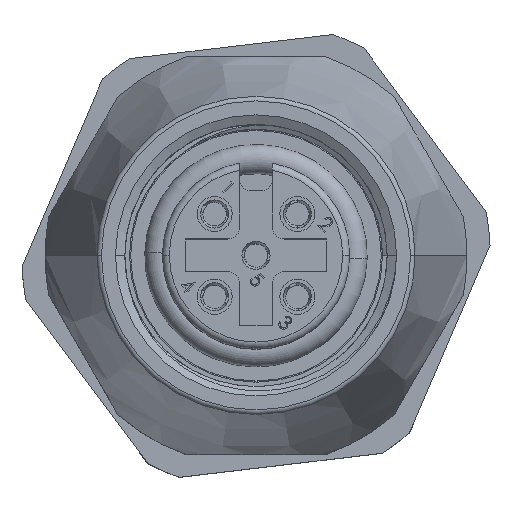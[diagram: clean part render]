
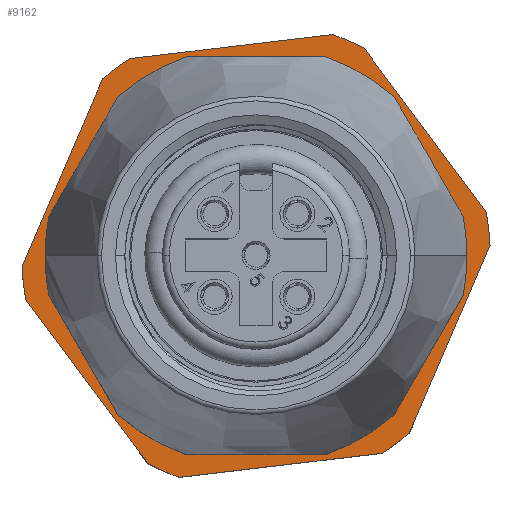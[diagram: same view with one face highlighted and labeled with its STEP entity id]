
A CAD part, top view. The second image highlights one B-rep face of the part: STEP entity #9162.
In plain terms, the highlighted planar face has unit normal (0, 0, 1).
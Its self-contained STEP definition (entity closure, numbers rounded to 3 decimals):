
#488 = CARTESIAN_POINT ( 'NONE',  ( 5.615, 8.275, 2.8 ) ) ;
#496 = CARTESIAN_POINT ( 'NONE',  ( 9.974, -0.725, 2.8 ) ) ;
#497 = CARTESIAN_POINT ( 'NONE',  ( 4.359, 9., 2.8 ) ) ;
#498 = CARTESIAN_POINT ( 'NONE',  ( 4.359, -9., 2.8 ) ) ;
#499 = CARTESIAN_POINT ( 'NONE',  ( 5.615, -8.275, 2.8 ) ) ;
#537 = CARTESIAN_POINT ( 'NONE',  ( 9.974, 0.725, 2.8 ) ) ;
#943 = VERTEX_POINT ( 'NONE', #6332 ) ;
#945 = VERTEX_POINT ( 'NONE', #6328 ) ;
#947 = VERTEX_POINT ( 'NONE', #6324 ) ;
#1021 = ORIENTED_EDGE ( 'NONE', *, *, #10919, .T. ) ;
#1030 = ORIENTED_EDGE ( 'NONE', *, *, #10894, .T. ) ;
#1031 = ORIENTED_EDGE ( 'NONE', *, *, #10913, .T. ) ;
#1032 = ORIENTED_EDGE ( 'NONE', *, *, #10884, .T. ) ;
#1033 = ORIENTED_EDGE ( 'NONE', *, *, #10888, .T. ) ;
#1034 = ORIENTED_EDGE ( 'NONE', *, *, #10882, .F. ) ;
#1035 = ORIENTED_EDGE ( 'NONE', *, *, #10912, .F. ) ;
#1038 = ORIENTED_EDGE ( 'NONE', *, *, #10896, .T. ) ;
#1039 = ORIENTED_EDGE ( 'NONE', *, *, #10918, .T. ) ;
#1040 = ORIENTED_EDGE ( 'NONE', *, *, #10907, .T. ) ;
#1041 = ORIENTED_EDGE ( 'NONE', *, *, #10916, .T. ) ;
#1042 = ORIENTED_EDGE ( 'NONE', *, *, #10900, .T. ) ;
#1043 = ORIENTED_EDGE ( 'NONE', *, *, #10915, .T. ) ;
#1044 = ORIENTED_EDGE ( 'NONE', *, *, #10909, .T. ) ;
#1045 = ORIENTED_EDGE ( 'NONE', *, *, #10914, .T. ) ;
#3261 = LINE ( 'NONE', #4317, #9402 ) ;
#3529 = VERTEX_POINT ( 'NONE', #6142 ) ;
#3544 = VERTEX_POINT ( 'NONE', #6114 ) ;
#3545 = VERTEX_POINT ( 'NONE', #6113 ) ;
#3549 = VERTEX_POINT ( 'NONE', #6109 ) ;
#3554 = VERTEX_POINT ( 'NONE', #6102 ) ;
#3567 = VERTEX_POINT ( 'NONE', #6087 ) ;
#4233 = CARTESIAN_POINT ( 'NONE',  ( 0., 0., 2.8 ) ) ;
#4234 = DIRECTION ( 'NONE',  ( 0., 0., 1. ) ) ;
#4235 = DIRECTION ( 'NONE',  ( 1., 0., 0. ) ) ;
#4239 = CARTESIAN_POINT ( 'NONE',  ( 0., 0., 2.8 ) ) ;
#4240 = DIRECTION ( 'NONE',  ( 0., 0., 1. ) ) ;
#4241 = DIRECTION ( 'NONE',  ( 1., 0., 0. ) ) ;
#4248 = CARTESIAN_POINT ( 'NONE',  ( 0., 0., 2.8 ) ) ;
#4249 = DIRECTION ( 'NONE',  ( 0., 0., 1. ) ) ;
#4250 = DIRECTION ( 'NONE',  ( 1., 0., 0. ) ) ;
#4265 = CARTESIAN_POINT ( 'NONE',  ( 0., 0., 2.8 ) ) ;
#4266 = DIRECTION ( 'NONE',  ( 0., 0., 1. ) ) ;
#4267 = DIRECTION ( 'NONE',  ( 1., 0., 0. ) ) ;
#4268 = CARTESIAN_POINT ( 'NONE',  ( 0., 0., 2.8 ) ) ;
#4269 = DIRECTION ( 'NONE',  ( 0., 0., 1. ) ) ;
#4270 = DIRECTION ( 'NONE',  ( 1., 0., 0. ) ) ;
#4278 = CARTESIAN_POINT ( 'NONE',  ( 0., 0., 2.8 ) ) ;
#4279 = DIRECTION ( 'NONE',  ( 0., 0., 1. ) ) ;
#4280 = DIRECTION ( 'NONE',  ( 1., 0., 0. ) ) ;
#4295 = CARTESIAN_POINT ( 'NONE',  ( 0., 0., 2.8 ) ) ;
#4296 = DIRECTION ( 'NONE',  ( 0., 0., 1. ) ) ;
#4297 = DIRECTION ( 'NONE',  ( 1., 0., 0. ) ) ;
#4298 = CARTESIAN_POINT ( 'NONE',  ( 0., 0., 2.8 ) ) ;
#4299 = DIRECTION ( 'NONE',  ( 0., 0., 1. ) ) ;
#4300 = DIRECTION ( 'NONE',  ( 1., 0., 0. ) ) ;
#4301 = DIRECTION ( 'NONE',  ( 0.5, -0.866, 0. ) ) ;
#4302 = CARTESIAN_POINT ( 'NONE',  ( -16.835, 11.16, 2.8 ) ) ;
#4308 = CARTESIAN_POINT ( 'NONE',  ( 0., 0., 2.8 ) ) ;
#4309 = DIRECTION ( 'NONE',  ( 0., 0., 1. ) ) ;
#4310 = DIRECTION ( 'NONE',  ( 1., 0., 0. ) ) ;
#4311 = CARTESIAN_POINT ( 'NONE',  ( -18.082, -9., 2.8 ) ) ;
#4312 = DIRECTION ( 'NONE',  ( 1., 0., 0. ) ) ;
#4313 = CARTESIAN_POINT ( 'NONE',  ( 16.835, 11.16, 2.8 ) ) ;
#4314 = DIRECTION ( 'NONE',  ( 0.5, 0.866, 0. ) ) ;
#4315 = CARTESIAN_POINT ( 'NONE',  ( -1.247, 20.16, 2.8 ) ) ;
#4316 = DIRECTION ( 'NONE',  ( -0.5, 0.866, 0. ) ) ;
#4317 = CARTESIAN_POINT ( 'NONE',  ( -18.082, 9., 2.8 ) ) ;
#4318 = DIRECTION ( 'NONE',  ( -1., 0., 0. ) ) ;
#4319 = CARTESIAN_POINT ( 'NONE',  ( 1.247, 20.16, 2.8 ) ) ;
#4320 = DIRECTION ( 'NONE',  ( -0.5, -0.866, 0. ) ) ;
#6087 = CARTESIAN_POINT ( 'NONE',  ( -9.974, 0.725, 2.8 ) ) ;
#6102 = CARTESIAN_POINT ( 'NONE',  ( 7.6, 0., 2.8 ) ) ;
#6109 = CARTESIAN_POINT ( 'NONE',  ( -7.6, 0., 2.8 ) ) ;
#6113 = CARTESIAN_POINT ( 'NONE',  ( -10., 0., 2.8 ) ) ;
#6114 = CARTESIAN_POINT ( 'NONE',  ( -4.359, 9., 2.8 ) ) ;
#6142 = CARTESIAN_POINT ( 'NONE',  ( -9.974, -0.725, 2.8 ) ) ;
#6324 = CARTESIAN_POINT ( 'NONE',  ( -4.359, -9., 2.8 ) ) ;
#6328 = CARTESIAN_POINT ( 'NONE',  ( -5.615, 8.275, 2.8 ) ) ;
#6332 = CARTESIAN_POINT ( 'NONE',  ( -5.615, -8.275, 2.8 ) ) ;
#7472 = VECTOR ( 'NONE', #4314, 1000. ) ;
#8958 = VECTOR ( 'NONE', #4316, 1000. ) ;
#8995 = LINE ( 'NONE', #4315, #8958 ) ;
#9162 = ADVANCED_FACE ( 'NONE', ( #11511, #11505 ), #14497, .T. ) ;
#9402 = VECTOR ( 'NONE', #4318, 1000. ) ;
#9441 = VECTOR ( 'NONE', #4320, 1000. ) ;
#9442 = LINE ( 'NONE', #4319, #9441 ) ;
#9512 = VECTOR ( 'NONE', #4312, 1000. ) ;
#9513 = LINE ( 'NONE', #4313, #7472 ) ;
#9514 = VECTOR ( 'NONE', #4301, 1000. ) ;
#9515 = LINE ( 'NONE', #4311, #9512 ) ;
#9516 = LINE ( 'NONE', #4302, #9514 ) ;
#9522 = CIRCLE ( 'NONE', #15790, 10. ) ;
#9525 = CIRCLE ( 'NONE', #15789, 10. ) ;
#9526 = CIRCLE ( 'NONE', #15792, 7.6 ) ;
#9535 = CIRCLE ( 'NONE', #15786, 10. ) ;
#9540 = CIRCLE ( 'NONE', #15784, 10. ) ;
#9544 = CIRCLE ( 'NONE', #15783, 10. ) ;
#9555 = CIRCLE ( 'NONE', #15780, 10. ) ;
#9560 = CIRCLE ( 'NONE', #15778, 10. ) ;
#9562 = CIRCLE ( 'NONE', #15777, 7.6 ) ;
#10008 = AXIS2_PLACEMENT_3D ( 'NONE', #14499, #14504, #14505 ) ;
#10882 = EDGE_CURVE ( 'NONE', #3549, #3554, #9562, .T. ) ;
#10884 = EDGE_CURVE ( 'NONE', #3545, #3529, #9560, .T. ) ;
#10888 = EDGE_CURVE ( 'NONE', #3567, #3545, #9555, .T. ) ;
#10894 = EDGE_CURVE ( 'NONE', #943, #947, #9544, .T. ) ;
#10896 = EDGE_CURVE ( 'NONE', #3544, #945, #9540, .T. ) ;
#10900 = EDGE_CURVE ( 'NONE', #13562, #15568, #9535, .T. ) ;
#10907 = EDGE_CURVE ( 'NONE', #13547, #13550, #9525, .T. ) ;
#10909 = EDGE_CURVE ( 'NONE', #13558, #13552, #9522, .T. ) ;
#10912 = EDGE_CURVE ( 'NONE', #3554, #3549, #9526, .T. ) ;
#10913 = EDGE_CURVE ( 'NONE', #3529, #943, #9516, .T. ) ;
#10914 = EDGE_CURVE ( 'NONE', #947, #13558, #9515, .T. ) ;
#10915 = EDGE_CURVE ( 'NONE', #13552, #13562, #9513, .T. ) ;
#10916 = EDGE_CURVE ( 'NONE', #15568, #13547, #8995, .T. ) ;
#10918 = EDGE_CURVE ( 'NONE', #13550, #3544, #3261, .T. ) ;
#10919 = EDGE_CURVE ( 'NONE', #945, #3567, #9442, .T. ) ;
#11505 = FACE_OUTER_BOUND ( 'NONE', #13634, .T. ) ;
#11511 = FACE_BOUND ( 'NONE', #13614, .T. ) ;
#13547 = VERTEX_POINT ( 'NONE', #488 ) ;
#13550 = VERTEX_POINT ( 'NONE', #497 ) ;
#13552 = VERTEX_POINT ( 'NONE', #499 ) ;
#13558 = VERTEX_POINT ( 'NONE', #498 ) ;
#13562 = VERTEX_POINT ( 'NONE', #496 ) ;
#13614 = EDGE_LOOP ( 'NONE', ( #1035, #1034 ) ) ;
#13634 = EDGE_LOOP ( 'NONE', ( #1033, #1032, #1031, #1030, #1045, #1044, #1043, #1042, #1041, #1040, #1039, #1038, #1021 ) ) ;
#14497 = PLANE ( 'NONE',  #10008 ) ;
#14499 = CARTESIAN_POINT ( 'NONE',  ( 0., 0., 2.8 ) ) ;
#14504 = DIRECTION ( 'NONE',  ( 0., 0., 1. ) ) ;
#14505 = DIRECTION ( 'NONE',  ( 1., 0., 0. ) ) ;
#15568 = VERTEX_POINT ( 'NONE', #537 ) ;
#15777 = AXIS2_PLACEMENT_3D ( 'NONE', #4233, #4234, #4235 ) ;
#15778 = AXIS2_PLACEMENT_3D ( 'NONE', #4239, #4240, #4241 ) ;
#15780 = AXIS2_PLACEMENT_3D ( 'NONE', #4248, #4249, #4250 ) ;
#15783 = AXIS2_PLACEMENT_3D ( 'NONE', #4265, #4266, #4267 ) ;
#15784 = AXIS2_PLACEMENT_3D ( 'NONE', #4268, #4269, #4270 ) ;
#15786 = AXIS2_PLACEMENT_3D ( 'NONE', #4278, #4279, #4280 ) ;
#15789 = AXIS2_PLACEMENT_3D ( 'NONE', #4295, #4296, #4297 ) ;
#15790 = AXIS2_PLACEMENT_3D ( 'NONE', #4298, #4299, #4300 ) ;
#15792 = AXIS2_PLACEMENT_3D ( 'NONE', #4308, #4309, #4310 ) ;
